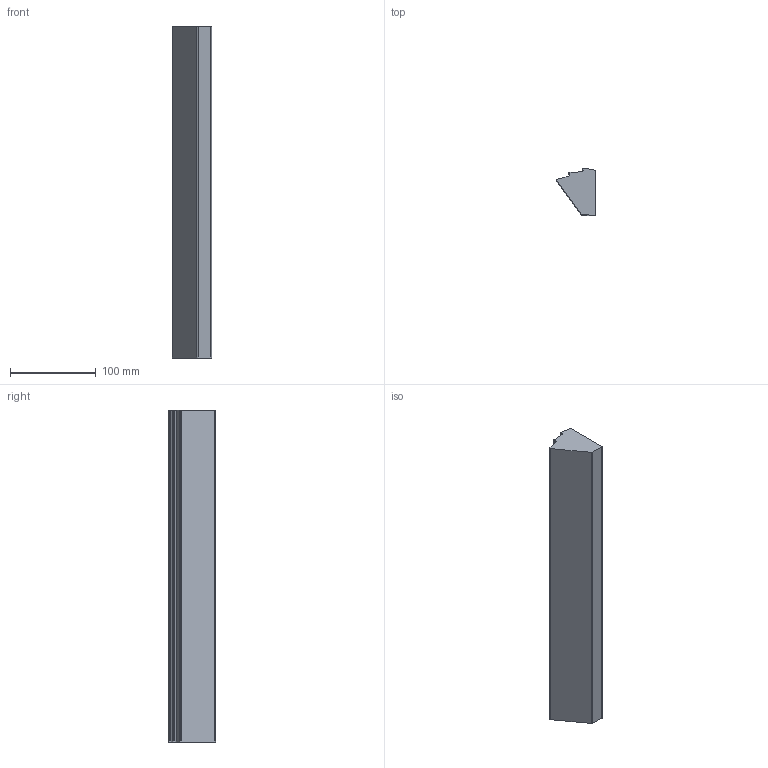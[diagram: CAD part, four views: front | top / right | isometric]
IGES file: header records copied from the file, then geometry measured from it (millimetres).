
Start section: SolidWorks IGES file using analytic representation for surfaces
Global section: file name: sector beam ph1 mandrel.IGS; native system: SolidWorks 2008; preprocessor: SolidWorks 2008; author: Howard Wieman; date: 081003.114320; units: millimetre
Bounding box: 45.65 x 55.06 x 387.9 mm (x, y, z)
Surface area: 70248.6 mm2 (no closed solid volume)
Topology: 0 solids, 0 shells, 21 faces, 206 edges, 206 vertices
Faces by surface type: revolution 11, bspline 10
